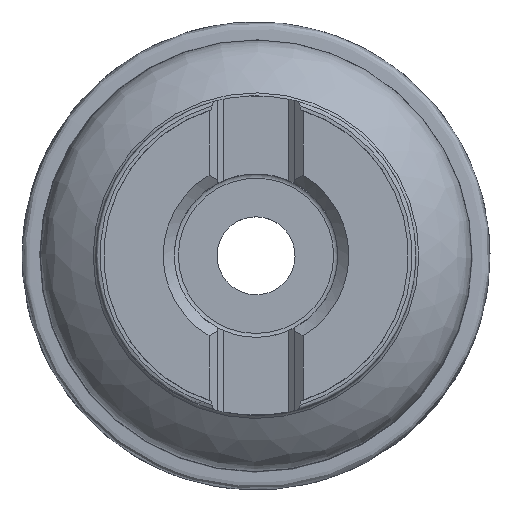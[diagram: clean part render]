
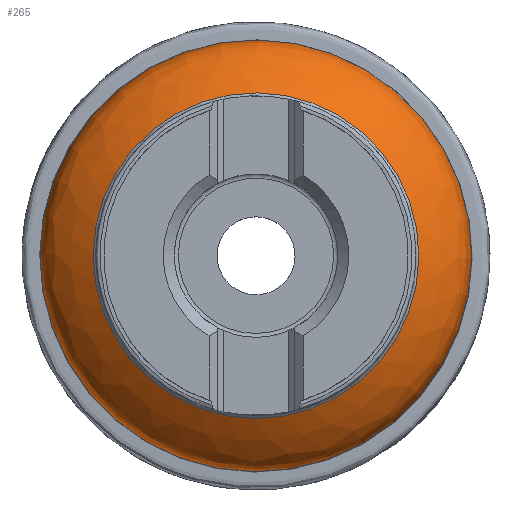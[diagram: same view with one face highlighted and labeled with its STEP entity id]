
A CAD part, top view. The second image highlights one B-rep face of the part: STEP entity #265.
In plain terms, the highlighted face is a revolution surface.
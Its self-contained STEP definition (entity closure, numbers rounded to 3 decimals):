
#98=SURFACE_OF_REVOLUTION('',#237,#99);
#99=AXIS1_PLACEMENT('',#1534,#1205);
#237=B_SPLINE_CURVE_WITH_KNOTS('',3,(#1530,#1531,#1532,#1533),
 .UNSPECIFIED.,.F.,.F.,(4,4),(0.,1.),.UNSPECIFIED.);
#265=ADVANCED_FACE('CN_SU3',(#344,#345),#98,.T.);
#344=FACE_BOUND('',#401,.T.);
#345=FACE_BOUND('',#402,.T.);
#401=EDGE_LOOP('',(#500));
#402=EDGE_LOOP('',(#501));
#500=ORIENTED_EDGE('',*,*,#738,.F.);
#501=ORIENTED_EDGE('',*,*,#754,.T.);
#663=VERTEX_POINT('',#1491);
#677=VERTEX_POINT('',#1528);
#738=EDGE_CURVE('',#663,#663,#832,.T.);
#754=EDGE_CURVE('',#677,#677,#836,.T.);
#832=CIRCLE('',#999,29.);
#836=CIRCLE('',#1018,21.917);
#999=AXIS2_PLACEMENT_3D('',#1490,#1159,#1160);
#1018=AXIS2_PLACEMENT_3D('',#1527,#1201,#1202);
#1159=DIRECTION('',(0.,0.,-1.));
#1160=DIRECTION('',(-0.165,0.986,0.));
#1201=DIRECTION('',(0.,0.,-1.));
#1202=DIRECTION('',(-0.165,0.986,0.));
#1205=DIRECTION('',(0.,0.,-1.));
#1490=CARTESIAN_POINT('',(0.,0.,
-24.));
#1491=CARTESIAN_POINT('',(-4.794,28.601,-24.));
#1527=CARTESIAN_POINT('',(0.,0.,
-14.912));
#1528=CARTESIAN_POINT('',(-3.623,21.615,-14.912));
#1530=CARTESIAN_POINT('',(-21.917,0.,-14.912));
#1531=CARTESIAN_POINT('',(-27.149,0.,-18.67));
#1532=CARTESIAN_POINT('',(-29.,0.,-20.08));
#1533=CARTESIAN_POINT('',(-29.,0.,-24.));
#1534=CARTESIAN_POINT('',(0.,0.,
25.671));
